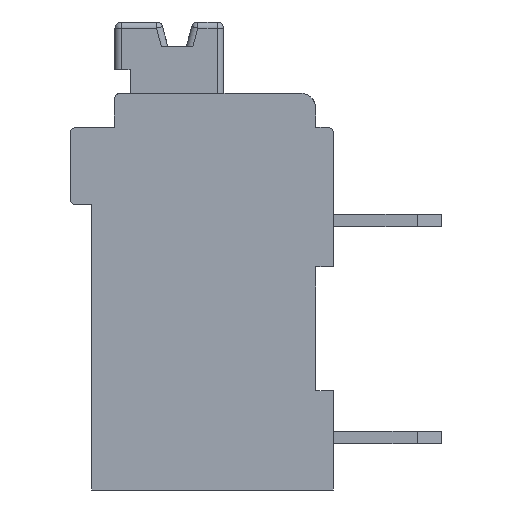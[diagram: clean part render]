
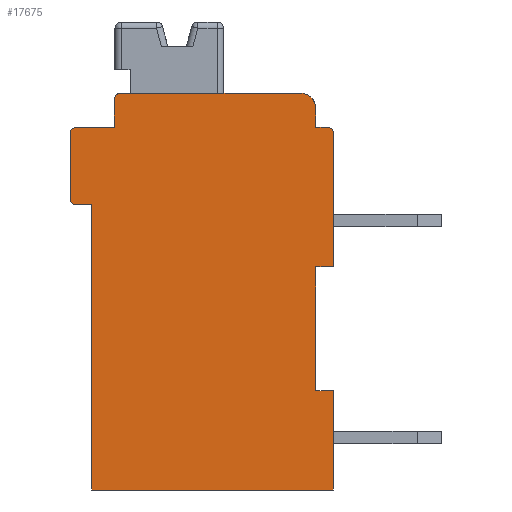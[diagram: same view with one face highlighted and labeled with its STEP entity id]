
A CAD part, left-side view. The second image highlights one B-rep face of the part: STEP entity #17675.
In plain terms, the highlighted planar face has unit normal (-1, 0, 0).
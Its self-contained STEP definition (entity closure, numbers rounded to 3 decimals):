
#436=PLANE('',#18756);
#1023=CIRCLE('',#18710,0.5);
#1025=CIRCLE('',#18714,0.2);
#1051=CIRCLE('',#18757,0.2);
#1052=CIRCLE('',#18758,0.2);
#1053=CIRCLE('',#18759,0.2);
#2740=ORIENTED_EDGE('',*,*,#7690,.F.);
#2741=ORIENTED_EDGE('',*,*,#7592,.T.);
#2742=ORIENTED_EDGE('',*,*,#7587,.F.);
#2743=ORIENTED_EDGE('',*,*,#7599,.T.);
#2744=ORIENTED_EDGE('',*,*,#7597,.F.);
#2745=ORIENTED_EDGE('',*,*,#7643,.F.);
#2746=ORIENTED_EDGE('',*,*,#7758,.T.);
#2747=ORIENTED_EDGE('',*,*,#7635,.F.);
#2748=ORIENTED_EDGE('',*,*,#7759,.T.);
#2749=ORIENTED_EDGE('',*,*,#7632,.F.);
#2750=ORIENTED_EDGE('',*,*,#6803,.F.);
#2751=ORIENTED_EDGE('',*,*,#7617,.F.);
#2752=ORIENTED_EDGE('',*,*,#7625,.F.);
#2753=ORIENTED_EDGE('',*,*,#7631,.F.);
#2754=ORIENTED_EDGE('',*,*,#7727,.F.);
#2755=ORIENTED_EDGE('',*,*,#7627,.F.);
#2756=ORIENTED_EDGE('',*,*,#6822,.F.);
#2757=ORIENTED_EDGE('',*,*,#7760,.T.);
#2758=ORIENTED_EDGE('',*,*,#7691,.F.);
#6803=EDGE_CURVE('',#9436,#9437,#11118,.T.);
#6822=EDGE_CURVE('',#9448,#9449,#11137,.T.);
#7587=EDGE_CURVE('',#10095,#10096,#11852,.T.);
#7592=EDGE_CURVE('',#10100,#10096,#1023,.F.);
#7597=EDGE_CURVE('',#10104,#10101,#11859,.T.);
#7599=EDGE_CURVE('',#10095,#10101,#1025,.F.);
#7617=EDGE_CURVE('',#10118,#9436,#11877,.T.);
#7625=EDGE_CURVE('',#10123,#10118,#11885,.T.);
#7627=EDGE_CURVE('',#9449,#10125,#11887,.T.);
#7631=EDGE_CURVE('',#10127,#10123,#11891,.T.);
#7632=EDGE_CURVE('',#9437,#10128,#11892,.T.);
#7635=EDGE_CURVE('',#10129,#10130,#11895,.T.);
#7643=EDGE_CURVE('',#10133,#10104,#11900,.T.);
#7690=EDGE_CURVE('',#10100,#10157,#11925,.T.);
#7691=EDGE_CURVE('',#10157,#10158,#11926,.T.);
#7727=EDGE_CURVE('',#10125,#10127,#11962,.T.);
#7758=EDGE_CURVE('',#10133,#10130,#1051,.F.);
#7759=EDGE_CURVE('',#10129,#10128,#1052,.F.);
#7760=EDGE_CURVE('',#9448,#10158,#1053,.F.);
#9436=VERTEX_POINT('',#25045);
#9437=VERTEX_POINT('',#25047);
#9448=VERTEX_POINT('',#25080);
#9449=VERTEX_POINT('',#25082);
#10095=VERTEX_POINT('',#26672);
#10096=VERTEX_POINT('',#26674);
#10100=VERTEX_POINT('',#26688);
#10101=VERTEX_POINT('',#26692);
#10104=VERTEX_POINT('',#26697);
#10118=VERTEX_POINT('',#26737);
#10123=VERTEX_POINT('',#26753);
#10125=VERTEX_POINT('',#26759);
#10127=VERTEX_POINT('',#26765);
#10128=VERTEX_POINT('',#26769);
#10129=VERTEX_POINT('',#26773);
#10130=VERTEX_POINT('',#26775);
#10133=VERTEX_POINT('',#26786);
#10157=VERTEX_POINT('',#26857);
#10158=VERTEX_POINT('',#26862);
#11118=LINE('',#25046,#13330);
#11137=LINE('',#25081,#13349);
#11852=LINE('',#26673,#14064);
#11859=LINE('',#26698,#14071);
#11877=LINE('',#26738,#14089);
#11885=LINE('',#26754,#14097);
#11887=LINE('',#26758,#14099);
#11891=LINE('',#26766,#14103);
#11892=LINE('',#26768,#14104);
#11895=LINE('',#26774,#14107);
#11900=LINE('',#26787,#14112);
#11925=LINE('',#26859,#14137);
#11926=LINE('',#26861,#14138);
#11962=LINE('',#26917,#14174);
#13330=VECTOR('',#20051,1000.);
#13349=VECTOR('',#20078,1000.);
#14064=VECTOR('',#21145,1000.);
#14071=VECTOR('',#21160,1000.);
#14089=VECTOR('',#21194,1000.);
#14097=VECTOR('',#21208,1000.);
#14099=VECTOR('',#21212,1000.);
#14103=VECTOR('',#21218,1000.);
#14104=VECTOR('',#21221,1000.);
#14107=VECTOR('',#21226,1000.);
#14112=VECTOR('',#21239,1000.);
#14137=VECTOR('',#21310,1000.);
#14138=VECTOR('',#21313,1000.);
#14174=VECTOR('',#21351,1000.);
#15573=EDGE_LOOP('',(#2740,#2741,#2742,#2743,#2744,#2745,#2746,#2747,#2748,
#2749,#2750,#2751,#2752,#2753,#2754,#2755,#2756,#2757,#2758));
#16535=FACE_BOUND('',#15573,.T.);
#17675=ADVANCED_FACE('',(#16535),#436,.F.);
#18710=AXIS2_PLACEMENT_3D('',#26687,#21152,#21153);
#18714=AXIS2_PLACEMENT_3D('',#26701,#21165,#21166);
#18756=AXIS2_PLACEMENT_3D('',#26962,#21382,#21383);
#18757=AXIS2_PLACEMENT_3D('',#26963,#21384,#21385);
#18758=AXIS2_PLACEMENT_3D('',#26964,#21386,#21387);
#18759=AXIS2_PLACEMENT_3D('',#26965,#21388,#21389);
#20051=DIRECTION('',(0.,0.,1.));
#20078=DIRECTION('',(0.,0.,-1.));
#21145=DIRECTION('',(0.,-1.,0.));
#21152=DIRECTION('',(1.,0.,0.));
#21153=DIRECTION('',(0.,0.,-1.));
#21160=DIRECTION('',(0.,0.,1.));
#21165=DIRECTION('',(1.,0.,0.));
#21166=DIRECTION('',(0.,0.,-1.));
#21194=DIRECTION('',(0.,1.,0.));
#21208=DIRECTION('',(0.,0.,-1.));
#21212=DIRECTION('',(0.,1.,0.));
#21218=DIRECTION('',(0.,-1.,0.));
#21221=DIRECTION('',(0.,1.,0.));
#21226=DIRECTION('',(0.,0.,1.));
#21239=DIRECTION('',(0.,-1.,0.));
#21310=DIRECTION('',(0.,0.,-1.));
#21313=DIRECTION('',(0.,-1.,0.));
#21351=DIRECTION('',(0.,0.,-1.));
#21382=DIRECTION('',(1.,0.,0.));
#21383=DIRECTION('',(0.,0.,-1.));
#21384=DIRECTION('',(1.,0.,0.));
#21385=DIRECTION('',(0.,0.,-1.));
#21386=DIRECTION('',(1.,0.,0.));
#21387=DIRECTION('',(0.,0.,-1.));
#21388=DIRECTION('',(1.,0.,0.));
#21389=DIRECTION('',(0.,0.,-1.));
#25045=CARTESIAN_POINT('',(-14.35,3.98,-5.2));
#25046=CARTESIAN_POINT('',(-14.35,3.98,4.));
#25047=CARTESIAN_POINT('',(-14.35,3.98,4.));
#25080=CARTESIAN_POINT('',(-14.35,-3.82,6.3));
#25081=CARTESIAN_POINT('',(-14.35,-3.82,6.5));
#25082=CARTESIAN_POINT('',(-14.35,-3.82,2.));
#26672=CARTESIAN_POINT('',(-14.35,3.05,7.6));
#26673=CARTESIAN_POINT('',(-14.35,3.25,7.6));
#26674=CARTESIAN_POINT('',(-14.35,-2.75,7.6));
#26687=CARTESIAN_POINT('',(-14.35,-2.75,7.1));
#26688=CARTESIAN_POINT('',(-14.35,-3.25,7.1));
#26692=CARTESIAN_POINT('',(-14.35,3.25,7.4));
#26697=CARTESIAN_POINT('',(-14.35,3.25,6.5));
#26698=CARTESIAN_POINT('',(-14.35,3.25,7.6));
#26701=CARTESIAN_POINT('',(-14.35,3.05,7.4));
#26737=CARTESIAN_POINT('',(-14.35,-3.82,-5.2));
#26738=CARTESIAN_POINT('',(-14.35,-3.82,-5.2));
#26753=CARTESIAN_POINT('',(-14.35,-3.82,-2.));
#26754=CARTESIAN_POINT('',(-14.35,-3.82,-2.));
#26758=CARTESIAN_POINT('',(-14.35,-3.82,2.));
#26759=CARTESIAN_POINT('',(-14.35,-3.25,2.));
#26765=CARTESIAN_POINT('',(-14.35,-3.25,-2.));
#26766=CARTESIAN_POINT('',(-14.35,-3.25,-2.));
#26768=CARTESIAN_POINT('',(-14.35,4.68,4.));
#26769=CARTESIAN_POINT('',(-14.35,4.48,4.));
#26773=CARTESIAN_POINT('',(-14.35,4.68,4.2));
#26774=CARTESIAN_POINT('',(-14.35,4.68,4.));
#26775=CARTESIAN_POINT('',(-14.35,4.68,6.3));
#26786=CARTESIAN_POINT('',(-14.35,4.48,6.5));
#26787=CARTESIAN_POINT('',(-14.35,3.25,6.5));
#26857=CARTESIAN_POINT('',(-14.35,-3.25,6.5));
#26859=CARTESIAN_POINT('',(-14.35,-3.25,6.5));
#26861=CARTESIAN_POINT('',(-14.35,-3.82,6.5));
#26862=CARTESIAN_POINT('',(-14.35,-3.62,6.5));
#26917=CARTESIAN_POINT('',(-14.35,-3.25,2.));
#26962=CARTESIAN_POINT('',(-14.35,0.,0.));
#26963=CARTESIAN_POINT('',(-14.35,4.48,6.3));
#26964=CARTESIAN_POINT('',(-14.35,4.48,4.2));
#26965=CARTESIAN_POINT('',(-14.35,-3.62,6.3));
